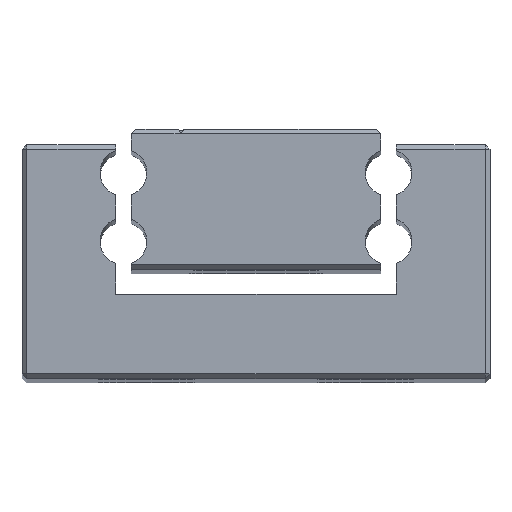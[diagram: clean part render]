
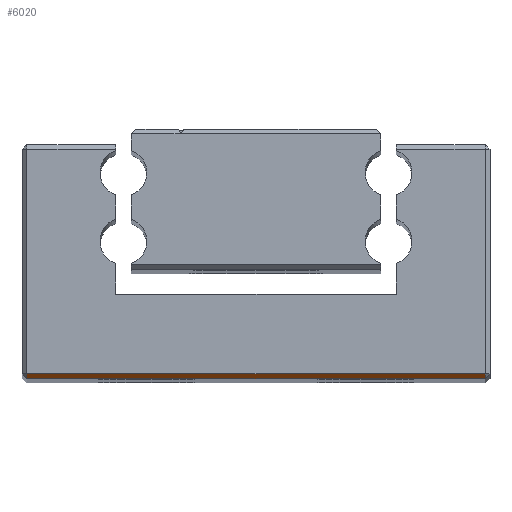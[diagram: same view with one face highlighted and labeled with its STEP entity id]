
A CAD part, top view. The second image highlights one B-rep face of the part: STEP entity #6020.
In plain terms, the highlighted planar face has unit normal (0, -0.707, 0.707).
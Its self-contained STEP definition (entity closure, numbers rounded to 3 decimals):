
#3836 = PLANE('',#3837);
#3837 = AXIS2_PLACEMENT_3D('',#3838,#3839,#3840);
#3838 = CARTESIAN_POINT('',(-4.5,7.307,80.));
#3839 = DIRECTION('',(0.,0.,-1.));
#3840 = DIRECTION('',(-1.,0.,0.));
#4807 = VERTEX_POINT('',#4808);
#4808 = CARTESIAN_POINT('',(7.35,0.15,80.));
#4834 = EDGE_CURVE('',#4835,#4807,#4837,.T.);
#4835 = VERTEX_POINT('',#4836);
#4836 = CARTESIAN_POINT('',(-7.35,0.15,80.));
#4837 = SURFACE_CURVE('',#4838,(#4842,#4849),.PCURVE_S1.);
#4838 = LINE('',#4839,#4840);
#4839 = CARTESIAN_POINT('',(-7.5,0.15,80.));
#4840 = VECTOR('',#4841,1.);
#4841 = DIRECTION('',(1.,0.,0.));
#4842 = PCURVE('',#3836,#4843);
#4843 = DEFINITIONAL_REPRESENTATION('',(#4844),#4848);
#4844 = LINE('',#4845,#4846);
#4845 = CARTESIAN_POINT('',(3.,-7.157));
#4846 = VECTOR('',#4847,1.);
#4847 = DIRECTION('',(-1.,0.));
#4848 = ( GEOMETRIC_REPRESENTATION_CONTEXT(2) 
PARAMETRIC_REPRESENTATION_CONTEXT() REPRESENTATION_CONTEXT('2D SPACE',''
  ) );
#4849 = PCURVE('',#4850,#4855);
#4850 = PLANE('',#4851);
#4851 = AXIS2_PLACEMENT_3D('',#4852,#4853,#4854);
#4852 = CARTESIAN_POINT('',(-7.5,0.075,79.925));
#4853 = DIRECTION('',(0.,-0.707,0.707));
#4854 = DIRECTION('',(1.,0.,0.));
#4855 = DEFINITIONAL_REPRESENTATION('',(#4856),#4860);
#4856 = LINE('',#4857,#4858);
#4857 = CARTESIAN_POINT('',(0.,0.106));
#4858 = VECTOR('',#4859,1.);
#4859 = DIRECTION('',(1.,0.));
#4860 = ( GEOMETRIC_REPRESENTATION_CONTEXT(2) 
PARAMETRIC_REPRESENTATION_CONTEXT() REPRESENTATION_CONTEXT('2D SPACE',''
  ) );
#5167 = PLANE('',#5168);
#5168 = AXIS2_PLACEMENT_3D('',#5169,#5170,#5171);
#5169 = CARTESIAN_POINT('',(-7.5,0.,0.));
#5170 = DIRECTION('',(0.,1.,0.));
#5171 = DIRECTION('',(1.,0.,0.));
#5986 = PLANE('',#5987);
#5987 = AXIS2_PLACEMENT_3D('',#5988,#5989,#5990);
#5988 = CARTESIAN_POINT('',(-7.35,0.15,80.));
#5989 = DIRECTION('',(0.577,0.577,-0.577));
#5990 = DIRECTION('',(0.707,-0.707,
    0.));
#6020 = ADVANCED_FACE('',(#6021),#4850,.T.);
#6021 = FACE_BOUND('',#6022,.T.);
#6022 = EDGE_LOOP('',(#6023,#6046,#6069,#6095));
#6023 = ORIENTED_EDGE('',*,*,#6024,.T.);
#6024 = EDGE_CURVE('',#4835,#6025,#6027,.T.);
#6025 = VERTEX_POINT('',#6026);
#6026 = CARTESIAN_POINT('',(-7.35,0.,79.85));
#6027 = SURFACE_CURVE('',#6028,(#6032,#6039),.PCURVE_S1.);
#6028 = LINE('',#6029,#6030);
#6029 = CARTESIAN_POINT('',(-7.35,0.113,79.963));
#6030 = VECTOR('',#6031,1.);
#6031 = DIRECTION('',(0.,-0.707,
    -0.707));
#6032 = PCURVE('',#4850,#6033);
#6033 = DEFINITIONAL_REPRESENTATION('',(#6034),#6038);
#6034 = LINE('',#6035,#6036);
#6035 = CARTESIAN_POINT('',(0.15,0.053));
#6036 = VECTOR('',#6037,1.);
#6037 = DIRECTION('',(0.,-1.));
#6038 = ( GEOMETRIC_REPRESENTATION_CONTEXT(2) 
PARAMETRIC_REPRESENTATION_CONTEXT() REPRESENTATION_CONTEXT('2D SPACE',''
  ) );
#6039 = PCURVE('',#5986,#6040);
#6040 = DEFINITIONAL_REPRESENTATION('',(#6041),#6045);
#6041 = LINE('',#6042,#6043);
#6042 = CARTESIAN_POINT('',(0.027,0.046));
#6043 = VECTOR('',#6044,1.);
#6044 = DIRECTION('',(0.5,0.866));
#6045 = ( GEOMETRIC_REPRESENTATION_CONTEXT(2) 
PARAMETRIC_REPRESENTATION_CONTEXT() REPRESENTATION_CONTEXT('2D SPACE',''
  ) );
#6046 = ORIENTED_EDGE('',*,*,#6047,.T.);
#6047 = EDGE_CURVE('',#6025,#6048,#6050,.T.);
#6048 = VERTEX_POINT('',#6049);
#6049 = CARTESIAN_POINT('',(7.35,0.,79.85));
#6050 = SURFACE_CURVE('',#6051,(#6055,#6062),.PCURVE_S1.);
#6051 = LINE('',#6052,#6053);
#6052 = CARTESIAN_POINT('',(-7.5,0.,79.85));
#6053 = VECTOR('',#6054,1.);
#6054 = DIRECTION('',(1.,0.,0.));
#6055 = PCURVE('',#4850,#6056);
#6056 = DEFINITIONAL_REPRESENTATION('',(#6057),#6061);
#6057 = LINE('',#6058,#6059);
#6058 = CARTESIAN_POINT('',(0.,-0.106));
#6059 = VECTOR('',#6060,1.);
#6060 = DIRECTION('',(1.,0.));
#6061 = ( GEOMETRIC_REPRESENTATION_CONTEXT(2) 
PARAMETRIC_REPRESENTATION_CONTEXT() REPRESENTATION_CONTEXT('2D SPACE',''
  ) );
#6062 = PCURVE('',#5167,#6063);
#6063 = DEFINITIONAL_REPRESENTATION('',(#6064),#6068);
#6064 = LINE('',#6065,#6066);
#6065 = CARTESIAN_POINT('',(0.,-79.85));
#6066 = VECTOR('',#6067,1.);
#6067 = DIRECTION('',(1.,0.));
#6068 = ( GEOMETRIC_REPRESENTATION_CONTEXT(2) 
PARAMETRIC_REPRESENTATION_CONTEXT() REPRESENTATION_CONTEXT('2D SPACE',''
  ) );
#6069 = ORIENTED_EDGE('',*,*,#6070,.F.);
#6070 = EDGE_CURVE('',#4807,#6048,#6071,.T.);
#6071 = SURFACE_CURVE('',#6072,(#6076,#6083),.PCURVE_S1.);
#6072 = LINE('',#6073,#6074);
#6073 = CARTESIAN_POINT('',(7.35,0.113,79.963));
#6074 = VECTOR('',#6075,1.);
#6075 = DIRECTION('',(0.,-0.707,
    -0.707));
#6076 = PCURVE('',#4850,#6077);
#6077 = DEFINITIONAL_REPRESENTATION('',(#6078),#6082);
#6078 = LINE('',#6079,#6080);
#6079 = CARTESIAN_POINT('',(14.85,0.053));
#6080 = VECTOR('',#6081,1.);
#6081 = DIRECTION('',(0.,-1.));
#6082 = ( GEOMETRIC_REPRESENTATION_CONTEXT(2) 
PARAMETRIC_REPRESENTATION_CONTEXT() REPRESENTATION_CONTEXT('2D SPACE',''
  ) );
#6083 = PCURVE('',#6084,#6089);
#6084 = PLANE('',#6085);
#6085 = AXIS2_PLACEMENT_3D('',#6086,#6087,#6088);
#6086 = CARTESIAN_POINT('',(7.35,0.15,80.));
#6087 = DIRECTION('',(-0.577,0.577,-0.577));
#6088 = DIRECTION('',(0.707,0.707,0.)
  );
#6089 = DEFINITIONAL_REPRESENTATION('',(#6090),#6094);
#6090 = LINE('',#6091,#6092);
#6091 = CARTESIAN_POINT('',(-0.027,0.046));
#6092 = VECTOR('',#6093,1.);
#6093 = DIRECTION('',(-0.5,0.866));
#6094 = ( GEOMETRIC_REPRESENTATION_CONTEXT(2) 
PARAMETRIC_REPRESENTATION_CONTEXT() REPRESENTATION_CONTEXT('2D SPACE',''
  ) );
#6095 = ORIENTED_EDGE('',*,*,#4834,.F.);
